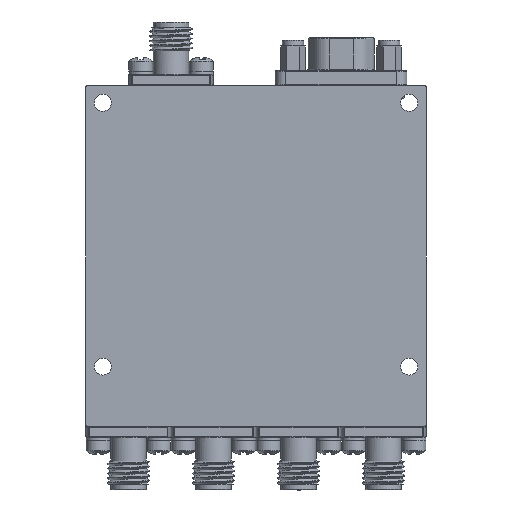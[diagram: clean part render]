
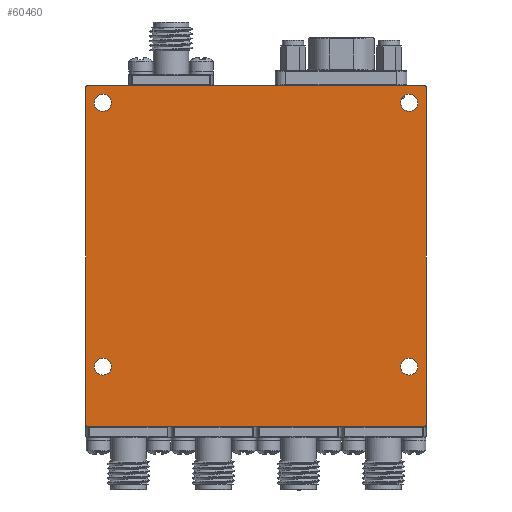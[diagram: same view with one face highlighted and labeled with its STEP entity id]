
A CAD part, front view. The second image highlights one B-rep face of the part: STEP entity #60460.
In plain terms, the highlighted planar face has unit normal (0, -1, 0).
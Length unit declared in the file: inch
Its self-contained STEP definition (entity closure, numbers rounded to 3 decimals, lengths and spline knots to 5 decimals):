
#4950 = VERTEX_POINT ( 'NONE', #87716 ) ;
#5869 = EDGE_CURVE ( 'NONE', #4950, #4950, #94810, .T. ) ;
#6330 = CARTESIAN_POINT ( 'NONE',  ( -0.99, -0.2, 1. ) ) ;
#7603 = EDGE_LOOP ( 'NONE', ( #38155 ) ) ;
#8451 = CARTESIAN_POINT ( 'NONE',  ( 0., -0.2, 0. ) ) ;
#8704 = AXIS2_PLACEMENT_3D ( 'NONE', #46812, #17565, #76575 ) ;
#8834 = VERTEX_POINT ( 'NONE', #39051 ) ;
#9053 = AXIS2_PLACEMENT_3D ( 'NONE', #8451, #25258, #94152 ) ;
#9082 = DIRECTION ( 'NONE',  ( 0., 0., 1. ) ) ;
#9379 = ORIENTED_EDGE ( 'NONE', *, *, #9775, .T. ) ;
#9775 = EDGE_CURVE ( 'NONE', #29198, #24435, #72627, .T. ) ;
#10154 = DIRECTION ( 'NONE',  ( 0., 0., 1. ) ) ;
#10536 = CARTESIAN_POINT ( 'NONE',  ( 0.9, -0.2, 0.9 ) ) ;
#10593 = CIRCLE ( 'NONE', #67629, 0.01 ) ;
#11764 = VECTOR ( 'NONE', #86843, 39.37008 ) ;
#11963 = DIRECTION ( 'NONE',  ( 0., 1., 0. ) ) ;
#17565 = DIRECTION ( 'NONE',  ( 0., 1., 0. ) ) ;
#17733 = EDGE_LOOP ( 'NONE', ( #55587, #9379, #26525, #76539, #79776, #31360, #66660, #56785 ) ) ;
#18171 = EDGE_CURVE ( 'NONE', #48229, #36400, #88310, .T. ) ;
#18184 = EDGE_CURVE ( 'NONE', #69211, #36400, #86094, .T. ) ;
#18834 = CARTESIAN_POINT ( 'NONE',  ( 0.99, -0.2, 1. ) ) ;
#18895 = DIRECTION ( 'NONE',  ( 0., 0., 1. ) ) ;
#19293 = DIRECTION ( 'NONE',  ( 0., -1., 0. ) ) ;
#20441 = DIRECTION ( 'NONE',  ( 0., 0., 1. ) ) ;
#20567 = EDGE_CURVE ( 'NONE', #55855, #44243, #10593, .T. ) ;
#21638 = EDGE_CURVE ( 'NONE', #69211, #24435, #48404, .T. ) ;
#21639 = CARTESIAN_POINT ( 'NONE',  ( 1., -0.2, -0.99 ) ) ;
#22225 = AXIS2_PLACEMENT_3D ( 'NONE', #10536, #40746, #9082 ) ;
#24435 = VERTEX_POINT ( 'NONE', #21639 ) ;
#25258 = DIRECTION ( 'NONE',  ( 0., 1., 0. ) ) ;
#26525 = ORIENTED_EDGE ( 'NONE', *, *, #21638, .F. ) ;
#26884 = CARTESIAN_POINT ( 'NONE',  ( 0.9, -0.2, -0.65 ) ) ;
#27079 = CARTESIAN_POINT ( 'NONE',  ( -0.99, -0.2, 0.99 ) ) ;
#27638 = DIRECTION ( 'NONE',  ( -1., 0., 0. ) ) ;
#27707 = CIRCLE ( 'NONE', #8704, 0.04975 ) ;
#29198 = VERTEX_POINT ( 'NONE', #93172 ) ;
#29545 = EDGE_CURVE ( 'NONE', #48229, #90651, #74053, .T. ) ;
#29628 = VECTOR ( 'NONE', #10154, 39.37008 ) ;
#31360 = ORIENTED_EDGE ( 'NONE', *, *, #29545, .T. ) ;
#33545 = DIRECTION ( 'NONE',  ( 0., 0., -1. ) ) ;
#33661 = EDGE_CURVE ( 'NONE', #55855, #90651, #85475, .T. ) ;
#33732 = CARTESIAN_POINT ( 'NONE',  ( -0.9, -0.2, -0.65 ) ) ;
#34629 = DIRECTION ( 'NONE',  ( 0., 0., 1. ) ) ;
#36400 = VERTEX_POINT ( 'NONE', #18834 ) ;
#38155 = ORIENTED_EDGE ( 'NONE', *, *, #38177, .T. ) ;
#38173 = CIRCLE ( 'NONE', #88817, 0.04975 ) ;
#38177 = EDGE_CURVE ( 'NONE', #8834, #8834, #69726, .T. ) ;
#39051 = CARTESIAN_POINT ( 'NONE',  ( 0.9, -0.2, 0.94975 ) ) ;
#40746 = DIRECTION ( 'NONE',  ( 0., 1., 0. ) ) ;
#44243 = VERTEX_POINT ( 'NONE', #54748 ) ;
#46812 = CARTESIAN_POINT ( 'NONE',  ( -0.9, -0.2, 0.9 ) ) ;
#47603 = ORIENTED_EDGE ( 'NONE', *, *, #5869, .T. ) ;
#48229 = VERTEX_POINT ( 'NONE', #6330 ) ;
#48404 = LINE ( 'NONE', #78677, #83780 ) ;
#48572 = EDGE_CURVE ( 'NONE', #90035, #90035, #38173, .T. ) ;
#49169 = CARTESIAN_POINT ( 'NONE',  ( -0.9, -0.2, 0.94975 ) ) ;
#49647 = DIRECTION ( 'NONE',  ( 0., -1., 0. ) ) ;
#52562 = FACE_BOUND ( 'NONE', #84061, .T. ) ;
#53300 = CARTESIAN_POINT ( 'NONE',  ( -1., -0.2, -0.99 ) ) ;
#53804 = VERTEX_POINT ( 'NONE', #49169 ) ;
#54748 = CARTESIAN_POINT ( 'NONE',  ( -0.99, -0.2, -1. ) ) ;
#55587 = ORIENTED_EDGE ( 'NONE', *, *, #92838, .F. ) ;
#55855 = VERTEX_POINT ( 'NONE', #53300 ) ;
#56575 = CARTESIAN_POINT ( 'NONE',  ( -1., -0.2, 1. ) ) ;
#56785 = ORIENTED_EDGE ( 'NONE', *, *, #20567, .T. ) ;
#57100 = DIRECTION ( 'NONE',  ( 0., 0., 1. ) ) ;
#57284 = DIRECTION ( 'NONE',  ( 0., 0., 1. ) ) ;
#58232 = AXIS2_PLACEMENT_3D ( 'NONE', #27079, #78643, #57284 ) ;
#59061 = EDGE_LOOP ( 'NONE', ( #62601 ) ) ;
#59766 = CARTESIAN_POINT ( 'NONE',  ( -0.9, -0.2, -0.60025 ) ) ;
#60460 = ADVANCED_FACE ( 'NONE', ( #52562, #76339, #84741, #69449, #60985 ), #83277, .F. ) ;
#60985 = FACE_OUTER_BOUND ( 'NONE', #17733, .T. ) ;
#62601 = ORIENTED_EDGE ( 'NONE', *, *, #70265, .T. ) ;
#63074 = EDGE_LOOP ( 'NONE', ( #47603 ) ) ;
#63893 = CARTESIAN_POINT ( 'NONE',  ( -1., -0.2, -1. ) ) ;
#64707 = AXIS2_PLACEMENT_3D ( 'NONE', #26884, #85888, #57100 ) ;
#65087 = CARTESIAN_POINT ( 'NONE',  ( 0.99, -0.2, -0.99 ) ) ;
#65614 = ORIENTED_EDGE ( 'NONE', *, *, #48572, .T. ) ;
#66660 = ORIENTED_EDGE ( 'NONE', *, *, #33661, .F. ) ;
#67629 = AXIS2_PLACEMENT_3D ( 'NONE', #87164, #19293, #34629 ) ;
#69211 = VERTEX_POINT ( 'NONE', #87123 ) ;
#69449 = FACE_BOUND ( 'NONE', #63074, .T. ) ;
#69726 = CIRCLE ( 'NONE', #22225, 0.04975 ) ;
#70265 = EDGE_CURVE ( 'NONE', #53804, #53804, #27707, .T. ) ;
#72627 = CIRCLE ( 'NONE', #97963, 0.01 ) ;
#73946 = VECTOR ( 'NONE', #27638, 39.37008 ) ;
#74053 = CIRCLE ( 'NONE', #58232, 0.01 ) ;
#76339 = FACE_BOUND ( 'NONE', #59061, .T. ) ;
#76539 = ORIENTED_EDGE ( 'NONE', *, *, #18184, .T. ) ;
#76575 = DIRECTION ( 'NONE',  ( 0., 0., 1. ) ) ;
#78643 = DIRECTION ( 'NONE',  ( 0., -1., 0. ) ) ;
#78677 = CARTESIAN_POINT ( 'NONE',  ( 1., -0.2, -1. ) ) ;
#79776 = ORIENTED_EDGE ( 'NONE', *, *, #18171, .F. ) ;
#80431 = DIRECTION ( 'NONE',  ( 0., 0., 1. ) ) ;
#82944 = AXIS2_PLACEMENT_3D ( 'NONE', #94814, #49647, #20441 ) ;
#83277 = PLANE ( 'NONE',  #9053 ) ;
#83780 = VECTOR ( 'NONE', #33545, 39.37008 ) ;
#84061 = EDGE_LOOP ( 'NONE', ( #65614 ) ) ;
#84741 = FACE_BOUND ( 'NONE', #7603, .T. ) ;
#85475 = LINE ( 'NONE', #93930, #29628 ) ;
#85888 = DIRECTION ( 'NONE',  ( 0., 1., 0. ) ) ;
#86036 = CARTESIAN_POINT ( 'NONE',  ( -1., -0.2, 0.99 ) ) ;
#86094 = CIRCLE ( 'NONE', #82944, 0.01 ) ;
#86843 = DIRECTION ( 'NONE',  ( 1., 0., 0. ) ) ;
#87123 = CARTESIAN_POINT ( 'NONE',  ( 1., -0.2, 0.99 ) ) ;
#87164 = CARTESIAN_POINT ( 'NONE',  ( -0.99, -0.2, -0.99 ) ) ;
#87716 = CARTESIAN_POINT ( 'NONE',  ( 0.9, -0.2, -0.60025 ) ) ;
#87866 = DIRECTION ( 'NONE',  ( 0., -1., 0. ) ) ;
#88310 = LINE ( 'NONE', #56575, #11764 ) ;
#88817 = AXIS2_PLACEMENT_3D ( 'NONE', #33732, #11963, #18895 ) ;
#90035 = VERTEX_POINT ( 'NONE', #59766 ) ;
#90651 = VERTEX_POINT ( 'NONE', #86036 ) ;
#92838 = EDGE_CURVE ( 'NONE', #29198, #44243, #94119, .T. ) ;
#93172 = CARTESIAN_POINT ( 'NONE',  ( 0.99, -0.2, -1. ) ) ;
#93930 = CARTESIAN_POINT ( 'NONE',  ( -1., -0.2, -1. ) ) ;
#94119 = LINE ( 'NONE', #63893, #73946 ) ;
#94152 = DIRECTION ( 'NONE',  ( 0., 0., 1. ) ) ;
#94810 = CIRCLE ( 'NONE', #64707, 0.04975 ) ;
#94814 = CARTESIAN_POINT ( 'NONE',  ( 0.99, -0.2, 0.99 ) ) ;
#97963 = AXIS2_PLACEMENT_3D ( 'NONE', #65087, #87866, #80431 ) ;
